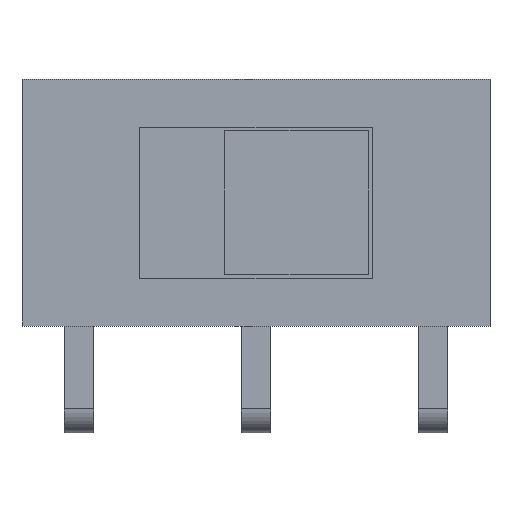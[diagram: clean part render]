
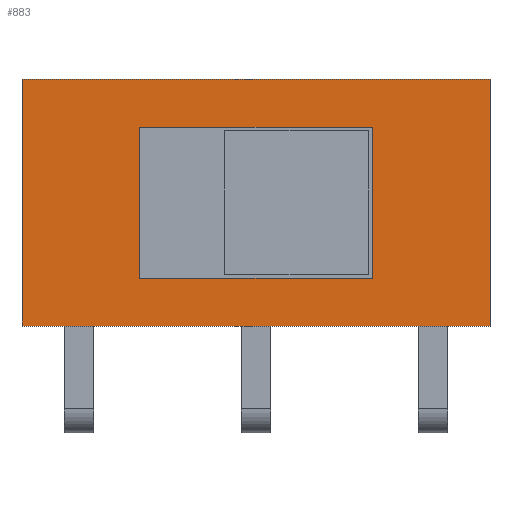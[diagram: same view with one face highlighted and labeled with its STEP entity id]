
A CAD part, front view. The second image highlights one B-rep face of the part: STEP entity #883.
In plain terms, the highlighted planar face has unit normal (0, -1, 0).
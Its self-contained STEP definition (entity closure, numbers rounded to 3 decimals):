
#29=FACE_BOUND('',#131,.T.);
#81=FACE_OUTER_BOUND('',#130,.T.);
#130=EDGE_LOOP('',(#748,#749,#750,#751));
#131=EDGE_LOOP('',(#752,#753,#754,#755));
#220=LINE('',#1383,#333);
#223=LINE('',#1389,#336);
#226=LINE('',#1395,#339);
#229=LINE('',#1399,#342);
#231=LINE('',#1405,#344);
#234=LINE('',#1411,#347);
#235=LINE('',#1413,#348);
#236=LINE('',#1414,#349);
#333=VECTOR('',#1137,10.);
#336=VECTOR('',#1142,10.);
#339=VECTOR('',#1147,10.);
#342=VECTOR('',#1152,10.);
#344=VECTOR('',#1156,10.);
#347=VECTOR('',#1161,10.);
#348=VECTOR('',#1162,10.);
#349=VECTOR('',#1163,10.);
#427=VERTEX_POINT('',#1380);
#428=VERTEX_POINT('',#1382);
#430=VERTEX_POINT('',#1388);
#432=VERTEX_POINT('',#1394);
#434=VERTEX_POINT('',#1402);
#435=VERTEX_POINT('',#1404);
#437=VERTEX_POINT('',#1410);
#438=VERTEX_POINT('',#1412);
#532=EDGE_CURVE('',#428,#427,#220,.T.);
#535=EDGE_CURVE('',#430,#428,#223,.T.);
#538=EDGE_CURVE('',#432,#430,#226,.T.);
#541=EDGE_CURVE('',#427,#432,#229,.T.);
#543=EDGE_CURVE('',#435,#434,#231,.T.);
#546=EDGE_CURVE('',#434,#437,#234,.T.);
#547=EDGE_CURVE('',#438,#437,#235,.T.);
#548=EDGE_CURVE('',#438,#435,#236,.T.);
#748=ORIENTED_EDGE('',*,*,#546,.T.);
#749=ORIENTED_EDGE('',*,*,#547,.F.);
#750=ORIENTED_EDGE('',*,*,#548,.T.);
#751=ORIENTED_EDGE('',*,*,#543,.T.);
#752=ORIENTED_EDGE('',*,*,#532,.T.);
#753=ORIENTED_EDGE('',*,*,#541,.T.);
#754=ORIENTED_EDGE('',*,*,#538,.T.);
#755=ORIENTED_EDGE('',*,*,#535,.T.);
#836=PLANE('',#963);
#883=ADVANCED_FACE('',(#81,#29),#836,.T.);
#963=AXIS2_PLACEMENT_3D('',#1409,#1159,#1160);
#1137=DIRECTION('',(1.,0.,0.));
#1142=DIRECTION('',(0.,0.,1.));
#1147=DIRECTION('',(-1.,0.,0.));
#1152=DIRECTION('',(0.,0.,-1.));
#1156=DIRECTION('',(-1.,0.,0.));
#1159=DIRECTION('center_axis',(0.,-1.,0.));
#1160=DIRECTION('ref_axis',(0.,0.,1.));
#1161=DIRECTION('',(0.,0.,-1.));
#1162=DIRECTION('',(-1.,0.,0.));
#1163=DIRECTION('',(0.,0.,1.));
#1380=CARTESIAN_POINT('',(3.15,-6.4,2.05));
#1382=CARTESIAN_POINT('',(-3.15,-6.4,2.05));
#1383=CARTESIAN_POINT('',(1.6,-6.4,2.05));
#1388=CARTESIAN_POINT('',(-3.15,-6.4,-2.05));
#1389=CARTESIAN_POINT('',(-3.15,-6.4,-2.7));
#1394=CARTESIAN_POINT('',(3.15,-6.4,-2.05));
#1395=CARTESIAN_POINT('',(4.75,-6.4,-2.05));
#1399=CARTESIAN_POINT('',(3.15,-6.4,-0.65));
#1402=CARTESIAN_POINT('',(-6.35,-6.4,3.35));
#1404=CARTESIAN_POINT('',(6.35,-6.4,3.35));
#1405=CARTESIAN_POINT('',(6.35,-6.4,3.35));
#1409=CARTESIAN_POINT('Origin',(6.35,-6.4,-3.35));
#1410=CARTESIAN_POINT('',(-6.35,-6.4,-3.35));
#1411=CARTESIAN_POINT('',(-6.35,-6.4,-1.675));
#1412=CARTESIAN_POINT('',(6.35,-6.4,-3.35));
#1413=CARTESIAN_POINT('',(6.35,-6.4,-3.35));
#1414=CARTESIAN_POINT('',(6.35,-6.4,1.675));
